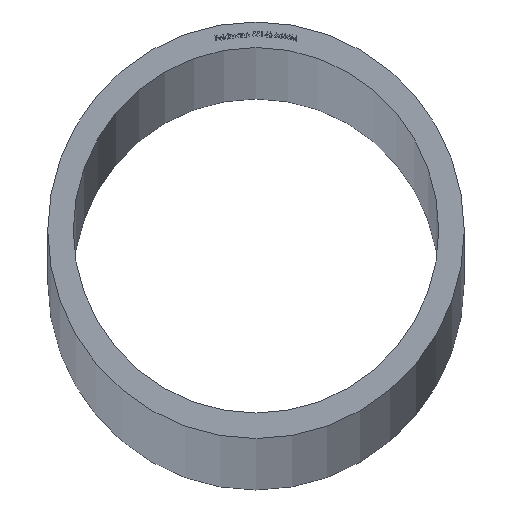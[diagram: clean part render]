
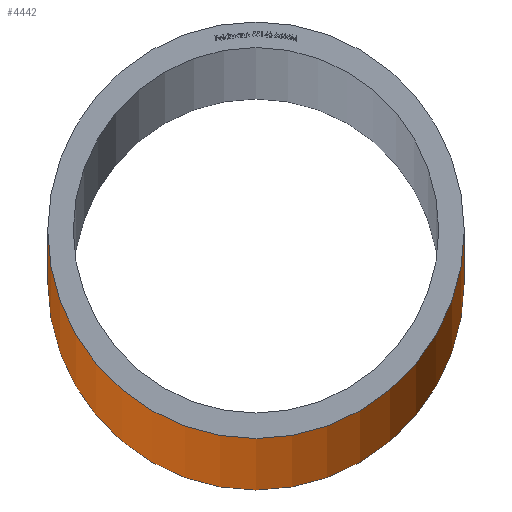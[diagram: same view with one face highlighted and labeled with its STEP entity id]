
A CAD part, top view. The second image highlights one B-rep face of the part: STEP entity #4442.
In plain terms, the highlighted cylindrical face has radius 21.2 mm (diameter 42.4 mm), a partial arc.
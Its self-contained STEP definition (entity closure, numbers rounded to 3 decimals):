
#138 = LINE ( 'NONE', #1503, #2683 ) ;
#190 = AXIS2_PLACEMENT_3D ( 'NONE', #8325, #8375, #8394 ) ;
#1009 = CARTESIAN_POINT ( 'NONE',  ( -21.2, 0., 0. ) ) ;
#1105 = AXIS2_PLACEMENT_3D ( 'NONE', #7222, #6342, #11582 ) ;
#1353 = CYLINDRICAL_SURFACE ( 'NONE', #1105, 21.2 ) ;
#1375 = EDGE_CURVE ( 'NONE', #7480, #4034, #11068, .T. ) ;
#1503 = CARTESIAN_POINT ( 'NONE',  ( 21.2, 0., -3000. ) ) ;
#1816 = EDGE_CURVE ( 'NONE', #1860, #7480, #4599, .T. ) ;
#1860 = VERTEX_POINT ( 'NONE', #4478 ) ;
#2121 = CARTESIAN_POINT ( 'NONE',  ( 0., 0., -3000. ) ) ;
#2683 = VECTOR ( 'NONE', #10027, 1000. ) ;
#3193 = DIRECTION ( 'NONE',  ( 1., 0., 0. ) ) ;
#3759 = VERTEX_POINT ( 'NONE', #8214 ) ;
#4034 = VERTEX_POINT ( 'NONE', #12153 ) ;
#4392 = AXIS2_PLACEMENT_3D ( 'NONE', #2121, #9530, #3193 ) ;
#4442 = ADVANCED_FACE ( 'NONE', ( #12621 ), #1353, .T. ) ;
#4478 = CARTESIAN_POINT ( 'NONE',  ( -21.2, 0., -3000. ) ) ;
#4599 = LINE ( 'NONE', #5904, #13306 ) ;
#5851 = DIRECTION ( 'NONE',  ( 0., 0., 1. ) ) ;
#5904 = CARTESIAN_POINT ( 'NONE',  ( -21.2, 0., -3000. ) ) ;
#6342 = DIRECTION ( 'NONE',  ( 0., 0., 1. ) ) ;
#7202 = EDGE_LOOP ( 'NONE', ( #9967, #9957, #9805, #9612 ) ) ;
#7222 = CARTESIAN_POINT ( 'NONE',  ( 0., 0., -3000. ) ) ;
#7461 = EDGE_CURVE ( 'NONE', #1860, #3759, #11305, .T. ) ;
#7480 = VERTEX_POINT ( 'NONE', #1009 ) ;
#8214 = CARTESIAN_POINT ( 'NONE',  ( 21.2, 0., -3000. ) ) ;
#8325 = CARTESIAN_POINT ( 'NONE',  ( 0., 0., 0. ) ) ;
#8375 = DIRECTION ( 'NONE',  ( 0., 0., 1. ) ) ;
#8394 = DIRECTION ( 'NONE',  ( 1., 0., 0. ) ) ;
#9530 = DIRECTION ( 'NONE',  ( 0., 0., 1. ) ) ;
#9612 = ORIENTED_EDGE ( 'NONE', *, *, #1375, .F. ) ;
#9805 = ORIENTED_EDGE ( 'NONE', *, *, #12440, .T. ) ;
#9957 = ORIENTED_EDGE ( 'NONE', *, *, #7461, .T. ) ;
#9967 = ORIENTED_EDGE ( 'NONE', *, *, #1816, .F. ) ;
#10027 = DIRECTION ( 'NONE',  ( 0., 0., 1. ) ) ;
#11068 = CIRCLE ( 'NONE', #190, 21.2 ) ;
#11305 = CIRCLE ( 'NONE', #4392, 21.2 ) ;
#11582 = DIRECTION ( 'NONE',  ( 1., 0., 0. ) ) ;
#12153 = CARTESIAN_POINT ( 'NONE',  ( 21.2, 0., 0. ) ) ;
#12440 = EDGE_CURVE ( 'NONE', #3759, #4034, #138, .T. ) ;
#12621 = FACE_OUTER_BOUND ( 'NONE', #7202, .T. ) ;
#13306 = VECTOR ( 'NONE', #5851, 1000. ) ;
